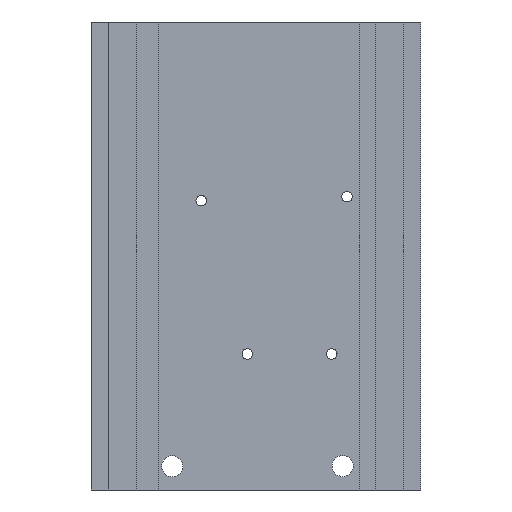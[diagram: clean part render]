
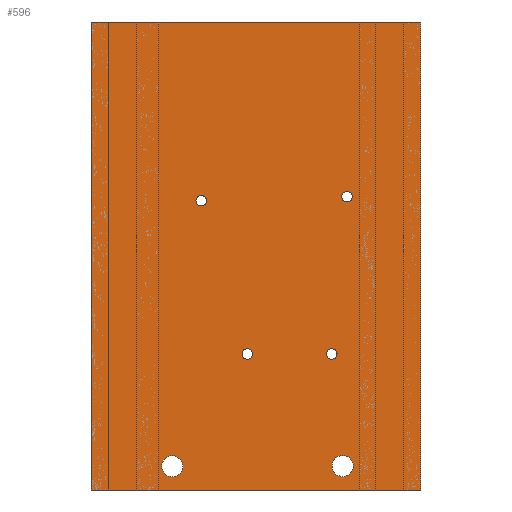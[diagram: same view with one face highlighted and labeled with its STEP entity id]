
A CAD part, front view. The second image highlights one B-rep face of the part: STEP entity #596.
In plain terms, the highlighted planar face has unit normal (0, -1, 0).
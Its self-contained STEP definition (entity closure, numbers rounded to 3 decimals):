
#29=FACE_BOUND('',#119,.T.);
#30=FACE_BOUND('',#120,.T.);
#31=FACE_BOUND('',#121,.T.);
#32=FACE_BOUND('',#122,.T.);
#33=FACE_BOUND('',#123,.T.);
#34=FACE_BOUND('',#124,.T.);
#40=PLANE('',#662);
#76=FACE_OUTER_BOUND('',#118,.T.);
#118=EDGE_LOOP('',(#473,#474,#475,#476));
#119=EDGE_LOOP('',(#477));
#120=EDGE_LOOP('',(#478));
#121=EDGE_LOOP('',(#479));
#122=EDGE_LOOP('',(#480));
#123=EDGE_LOOP('',(#481));
#124=EDGE_LOOP('',(#482));
#155=LINE('',#891,#221);
#159=LINE('',#899,#225);
#162=LINE('',#905,#228);
#165=LINE('',#910,#231);
#221=VECTOR('',#733,10.);
#225=VECTOR('',#739,10.);
#228=VECTOR('',#744,10.);
#231=VECTOR('',#749,10.);
#282=CIRCLE('',#641,1.75);
#284=CIRCLE('',#644,1.75);
#286=CIRCLE('',#647,3.5);
#288=CIRCLE('',#650,3.5);
#290=CIRCLE('',#653,1.75);
#292=CIRCLE('',#656,1.75);
#294=VERTEX_POINT('',#855);
#296=VERTEX_POINT('',#861);
#298=VERTEX_POINT('',#867);
#300=VERTEX_POINT('',#873);
#302=VERTEX_POINT('',#879);
#304=VERTEX_POINT('',#885);
#305=VERTEX_POINT('',#889);
#306=VERTEX_POINT('',#890);
#309=VERTEX_POINT('',#898);
#311=VERTEX_POINT('',#904);
#347=EDGE_CURVE('',#294,#294,#282,.T.);
#350=EDGE_CURVE('',#296,#296,#284,.T.);
#353=EDGE_CURVE('',#298,#298,#286,.T.);
#356=EDGE_CURVE('',#300,#300,#288,.T.);
#359=EDGE_CURVE('',#302,#302,#290,.T.);
#362=EDGE_CURVE('',#304,#304,#292,.T.);
#363=EDGE_CURVE('',#305,#306,#155,.T.);
#367=EDGE_CURVE('',#306,#309,#159,.T.);
#370=EDGE_CURVE('',#311,#309,#162,.T.);
#373=EDGE_CURVE('',#311,#305,#165,.T.);
#473=ORIENTED_EDGE('',*,*,#373,.T.);
#474=ORIENTED_EDGE('',*,*,#363,.T.);
#475=ORIENTED_EDGE('',*,*,#367,.T.);
#476=ORIENTED_EDGE('',*,*,#370,.F.);
#477=ORIENTED_EDGE('',*,*,#362,.F.);
#478=ORIENTED_EDGE('',*,*,#359,.F.);
#479=ORIENTED_EDGE('',*,*,#356,.F.);
#480=ORIENTED_EDGE('',*,*,#353,.F.);
#481=ORIENTED_EDGE('',*,*,#350,.F.);
#482=ORIENTED_EDGE('',*,*,#347,.F.);
#596=ADVANCED_FACE('',(#76,#29,#30,#31,#32,#33,#34),#40,.F.);
#641=AXIS2_PLACEMENT_3D('',#857,#694,#695);
#644=AXIS2_PLACEMENT_3D('',#863,#701,#702);
#647=AXIS2_PLACEMENT_3D('',#869,#708,#709);
#650=AXIS2_PLACEMENT_3D('',#875,#715,#716);
#653=AXIS2_PLACEMENT_3D('',#881,#722,#723);
#656=AXIS2_PLACEMENT_3D('',#887,#729,#730);
#662=AXIS2_PLACEMENT_3D('',#913,#753,#754);
#694=DIRECTION('center_axis',(0.,-1.,0.));
#695=DIRECTION('ref_axis',(1.,0.,0.));
#701=DIRECTION('center_axis',(0.,-1.,0.));
#702=DIRECTION('ref_axis',(1.,0.,0.));
#708=DIRECTION('center_axis',(0.,-1.,0.));
#709=DIRECTION('ref_axis',(1.,0.,0.));
#715=DIRECTION('center_axis',(0.,-1.,0.));
#716=DIRECTION('ref_axis',(1.,0.,0.));
#722=DIRECTION('center_axis',(0.,-1.,0.));
#723=DIRECTION('ref_axis',(1.,0.,0.));
#729=DIRECTION('center_axis',(0.,-1.,0.));
#730=DIRECTION('ref_axis',(1.,0.,0.));
#733=DIRECTION('',(1.,0.,0.));
#739=DIRECTION('',(0.,0.,1.));
#744=DIRECTION('',(1.,0.,0.));
#749=DIRECTION('',(0.,0.,-1.));
#753=DIRECTION('center_axis',(0.,1.,0.));
#754=DIRECTION('ref_axis',(1.,0.,0.));
#855=CARTESIAN_POINT('',(-37.744,0.,-75.821));
#857=CARTESIAN_POINT('Origin',(-35.994,0.,-75.821));
#861=CARTESIAN_POINT('',(-9.804,0.,-75.812));
#863=CARTESIAN_POINT('Origin',(-8.054,0.,-75.812));
#867=CARTESIAN_POINT('',(-7.923,0.,-112.936));
#869=CARTESIAN_POINT('Origin',(-4.423,0.,-112.936));
#873=CARTESIAN_POINT('',(-64.388,0.,-113.02));
#875=CARTESIAN_POINT('Origin',(-60.888,0.,-113.02));
#879=CARTESIAN_POINT('',(-4.75,0.,-23.72));
#881=CARTESIAN_POINT('Origin',(-3.,0.,-23.72));
#885=CARTESIAN_POINT('',(-53.009,0.,-25.033));
#887=CARTESIAN_POINT('Origin',(-51.259,0.,-25.033));
#889=CARTESIAN_POINT('',(-87.633,0.,-120.862));
#890=CARTESIAN_POINT('',(21.367,0.,-120.862));
#891=CARTESIAN_POINT('',(-87.633,0.,-120.862));
#898=CARTESIAN_POINT('',(21.367,0.,34.138));
#899=CARTESIAN_POINT('',(21.367,0.,-120.862));
#904=CARTESIAN_POINT('',(-87.633,0.,34.138));
#905=CARTESIAN_POINT('',(-87.633,0.,34.138));
#910=CARTESIAN_POINT('',(-87.633,0.,34.138));
#913=CARTESIAN_POINT('Origin',(-33.133,0.,-43.362));
